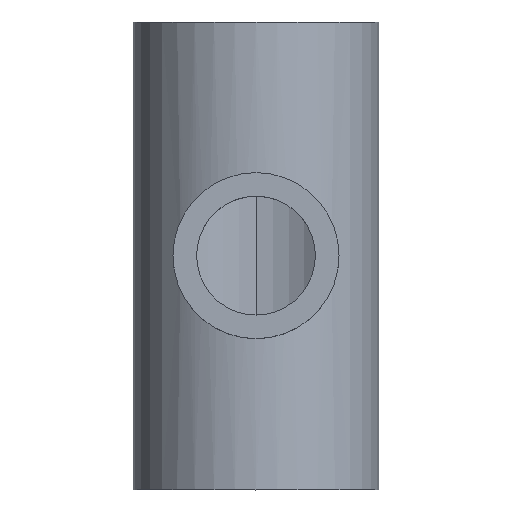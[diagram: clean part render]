
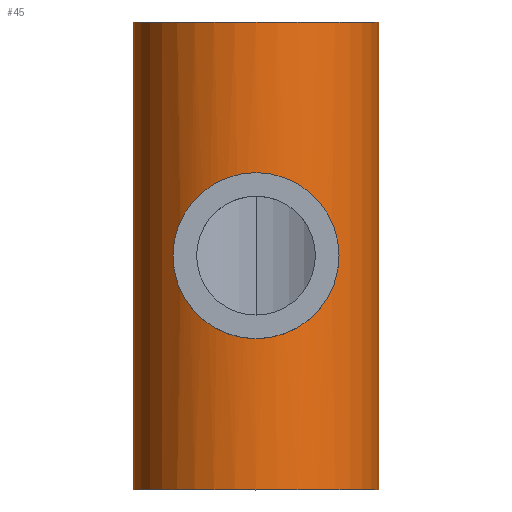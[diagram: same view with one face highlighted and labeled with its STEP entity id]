
A CAD part, top view. The second image highlights one B-rep face of the part: STEP entity #45.
In plain terms, the highlighted cylindrical face has radius 31 mm (diameter 62 mm), a partial arc.
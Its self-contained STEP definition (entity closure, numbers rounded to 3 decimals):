
#45=ADVANCED_FACE('',(#103,#104),#105,.T.);
#103=FACE_OUTER_BOUND('',#178,.T.);
#104=FACE_BOUND('',#179,.T.);
#105=CYLINDRICAL_SURFACE('',#180,31.0);
#178=EDGE_LOOP('',(#247,#248,#249,#250));
#179=EDGE_LOOP('',(#251,#252));
#180=AXIS2_PLACEMENT_3D('',#253,#254,#255);
#247=ORIENTED_EDGE('',*,*,#418,.F.);
#248=ORIENTED_EDGE('',*,*,#419,.F.);
#249=ORIENTED_EDGE('',*,*,#420,.F.);
#250=ORIENTED_EDGE('',*,*,#421,.F.);
#251=ORIENTED_EDGE('',*,*,#422,.T.);
#252=ORIENTED_EDGE('',*,*,#423,.T.);
#253=CARTESIAN_POINT('',(0.0,0.0,0.0));
#254=DIRECTION('',(0.0,-1.0,0.0));
#255=DIRECTION('',(1.0,0.0,0.0));
#418=EDGE_CURVE('',#484,#485,#486,.T.);
#419=EDGE_CURVE('',#487,#484,#488,.T.);
#420=EDGE_CURVE('',#489,#487,#490,.T.);
#421=EDGE_CURVE('',#485,#489,#491,.T.);
#422=EDGE_CURVE('',#492,#493,#494,.T.);
#423=EDGE_CURVE('',#493,#492,#495,.T.);
#484=VERTEX_POINT('',#580);
#485=VERTEX_POINT('',#581);
#486=LINE('',#582,#583);
#487=VERTEX_POINT('',#584);
#488=CIRCLE('',#585,31.0);
#489=VERTEX_POINT('',#586);
#490=LINE('',#587,#588);
#491=CIRCLE('',#589,31.0);
#492=VERTEX_POINT('',#590);
#493=VERTEX_POINT('',#591);
#494=B_SPLINE_CURVE_WITH_KNOTS('',3,(#592,#593,#594,#595,#596,#597,#598,#599,#600,#601,#602,#603,#604,#605,#606,#607,#608,#609,#610,#611,#612,#613,#614,#615,#616,#617,#618,#619,#620,#621,#622,#623,#624,#625,#626,#627,#628,#629,#630,#631,#632,#633,#634,#635,#636,#637,#638,#639,#640,#641),.UNSPECIFIED.,.F.,.F.,(4,2,2,2,2,2,2,2,2,2,2,2,2,2,2,2,2,2,2,2,2,2,2,2,4),(0.0,1.856,3.711,5.567,7.423,11.134,14.845,18.53,22.215,24.057,25.899,27.742,29.584,31.427,33.269,35.111,36.954,40.638,44.323,48.034,51.746,53.601,55.457,57.313,59.168),.UNSPECIFIED.);
#495=B_SPLINE_CURVE_WITH_KNOTS('',3,(#642,#643,#644,#645,#646,#647,#648,#649,#650,#651,#652,#653,#654,#655,#656,#657,#658,#659,#660,#661,#662,#663,#664,#665,#666,#667,#668,#669,#670,#671,#672,#673,#674,#675,#676,#677,#678,#679,#680,#681,#682,#683,#684,#685,#686,#687,#688,#689,#690,#691),.UNSPECIFIED.,.F.,.F.,(4,2,2,2,2,2,2,2,2,2,2,2,2,2,2,2,2,2,2,2,2,2,2,2,4),(59.168,61.024,62.88,64.735,66.591,70.302,74.014,77.698,81.383,83.225,85.068,86.91,88.753,90.595,92.437,94.28,96.122,99.807,103.491,107.203,110.914,112.77,114.625,116.481,118.337),.UNSPECIFIED.);
#580=CARTESIAN_POINT('',(31.0,59.0,0.0));
#581=CARTESIAN_POINT('',(31.0,-59.0,0.0));
#582=CARTESIAN_POINT('',(31.0,0.0,0.));
#583=VECTOR('',#864,1.0);
#584=CARTESIAN_POINT('',(-31.0,59.0,0.));
#585=AXIS2_PLACEMENT_3D('',#865,#866,#867);
#586=CARTESIAN_POINT('',(-31.0,-59.0,0.));
#587=CARTESIAN_POINT('',(-31.0,0.0,0.));
#588=VECTOR('',#868,1.0);
#589=AXIS2_PLACEMENT_3D('',#869,#870,#871);
#590=CARTESIAN_POINT('',(19.0,0.0,24.495));
#591=CARTESIAN_POINT('',(-19.0,0.,24.495));
#592=CARTESIAN_POINT('',(19.0,0.0,24.495));
#593=CARTESIAN_POINT('',(19.0,-0.619,24.495));
#594=CARTESIAN_POINT('',(18.97,-1.243,24.519));
#595=CARTESIAN_POINT('',(18.846,-2.494,24.614));
#596=CARTESIAN_POINT('',(18.753,-3.12,24.685));
#597=CARTESIAN_POINT('',(18.503,-4.362,24.873));
#598=CARTESIAN_POINT('',(18.347,-4.977,24.989));
#599=CARTESIAN_POINT('',(17.975,-6.189,25.258));
#600=CARTESIAN_POINT('',(17.759,-6.784,25.411));
#601=CARTESIAN_POINT('',(17.026,-8.527,25.913));
#602=CARTESIAN_POINT('',(16.423,-9.633,26.304));
#603=CARTESIAN_POINT('',(15.042,-11.672,27.118));
#604=CARTESIAN_POINT('',(14.263,-12.607,27.539));
#605=CARTESIAN_POINT('',(12.613,-14.257,28.333));
#606=CARTESIAN_POINT('',(11.681,-15.035,28.735));
#607=CARTESIAN_POINT('',(9.641,-16.419,29.483));
#608=CARTESIAN_POINT('',(8.532,-17.024,29.827));
#609=CARTESIAN_POINT('',(6.782,-17.76,30.255));
#610=CARTESIAN_POINT('',(6.184,-17.977,30.383));
#611=CARTESIAN_POINT('',(4.969,-18.35,30.605));
#612=CARTESIAN_POINT('',(4.352,-18.506,30.699));
#613=CARTESIAN_POINT('',(3.109,-18.755,30.85));
#614=CARTESIAN_POINT('',(2.484,-18.847,30.907));
#615=CARTESIAN_POINT('',(1.236,-18.97,30.982));
#616=CARTESIAN_POINT('',(0.614,-19.0,31.0));
#617=CARTESIAN_POINT('',(-0.614,-19.0,31.0));
#618=CARTESIAN_POINT('',(-1.236,-18.97,30.982));
#619=CARTESIAN_POINT('',(-2.484,-18.847,30.907));
#620=CARTESIAN_POINT('',(-3.109,-18.755,30.85));
#621=CARTESIAN_POINT('',(-4.352,-18.506,30.699));
#622=CARTESIAN_POINT('',(-4.969,-18.35,30.605));
#623=CARTESIAN_POINT('',(-6.184,-17.977,30.383));
#624=CARTESIAN_POINT('',(-6.782,-17.76,30.255));
#625=CARTESIAN_POINT('',(-8.532,-17.024,29.827));
#626=CARTESIAN_POINT('',(-9.641,-16.419,29.483));
#627=CARTESIAN_POINT('',(-11.681,-15.035,28.735));
#628=CARTESIAN_POINT('',(-12.613,-14.257,28.333));
#629=CARTESIAN_POINT('',(-14.263,-12.607,27.539));
#630=CARTESIAN_POINT('',(-15.042,-11.672,27.118));
#631=CARTESIAN_POINT('',(-16.423,-9.633,26.304));
#632=CARTESIAN_POINT('',(-17.026,-8.527,25.913));
#633=CARTESIAN_POINT('',(-17.759,-6.784,25.411));
#634=CARTESIAN_POINT('',(-17.975,-6.189,25.258));
#635=CARTESIAN_POINT('',(-18.347,-4.977,24.989));
#636=CARTESIAN_POINT('',(-18.503,-4.362,24.873));
#637=CARTESIAN_POINT('',(-18.753,-3.12,24.685));
#638=CARTESIAN_POINT('',(-18.846,-2.494,24.614));
#639=CARTESIAN_POINT('',(-18.97,-1.243,24.519));
#640=CARTESIAN_POINT('',(-19.0,-0.619,24.495));
#641=CARTESIAN_POINT('',(-19.0,0.,24.495));
#642=CARTESIAN_POINT('',(-19.0,0.,24.495));
#643=CARTESIAN_POINT('',(-19.0,0.619,24.495));
#644=CARTESIAN_POINT('',(-18.97,1.243,24.519));
#645=CARTESIAN_POINT('',(-18.846,2.494,24.614));
#646=CARTESIAN_POINT('',(-18.753,3.12,24.685));
#647=CARTESIAN_POINT('',(-18.503,4.362,24.873));
#648=CARTESIAN_POINT('',(-18.347,4.977,24.989));
#649=CARTESIAN_POINT('',(-17.975,6.189,25.258));
#650=CARTESIAN_POINT('',(-17.759,6.784,25.411));
#651=CARTESIAN_POINT('',(-17.026,8.527,25.913));
#652=CARTESIAN_POINT('',(-16.423,9.633,26.304));
#653=CARTESIAN_POINT('',(-15.042,11.672,27.118));
#654=CARTESIAN_POINT('',(-14.263,12.607,27.539));
#655=CARTESIAN_POINT('',(-12.613,14.257,28.333));
#656=CARTESIAN_POINT('',(-11.681,15.035,28.735));
#657=CARTESIAN_POINT('',(-9.641,16.419,29.483));
#658=CARTESIAN_POINT('',(-8.532,17.024,29.827));
#659=CARTESIAN_POINT('',(-6.782,17.76,30.255));
#660=CARTESIAN_POINT('',(-6.184,17.977,30.383));
#661=CARTESIAN_POINT('',(-4.969,18.35,30.605));
#662=CARTESIAN_POINT('',(-4.352,18.506,30.699));
#663=CARTESIAN_POINT('',(-3.109,18.755,30.85));
#664=CARTESIAN_POINT('',(-2.484,18.847,30.907));
#665=CARTESIAN_POINT('',(-1.236,18.97,30.982));
#666=CARTESIAN_POINT('',(-0.614,19.0,31.0));
#667=CARTESIAN_POINT('',(0.614,19.0,31.0));
#668=CARTESIAN_POINT('',(1.236,18.97,30.982));
#669=CARTESIAN_POINT('',(2.484,18.847,30.907));
#670=CARTESIAN_POINT('',(3.109,18.755,30.85));
#671=CARTESIAN_POINT('',(4.352,18.506,30.699));
#672=CARTESIAN_POINT('',(4.969,18.35,30.605));
#673=CARTESIAN_POINT('',(6.184,17.977,30.383));
#674=CARTESIAN_POINT('',(6.782,17.76,30.255));
#675=CARTESIAN_POINT('',(8.532,17.024,29.827));
#676=CARTESIAN_POINT('',(9.641,16.419,29.483));
#677=CARTESIAN_POINT('',(11.681,15.035,28.735));
#678=CARTESIAN_POINT('',(12.613,14.257,28.333));
#679=CARTESIAN_POINT('',(14.263,12.607,27.539));
#680=CARTESIAN_POINT('',(15.042,11.672,27.118));
#681=CARTESIAN_POINT('',(16.423,9.633,26.304));
#682=CARTESIAN_POINT('',(17.026,8.527,25.913));
#683=CARTESIAN_POINT('',(17.759,6.784,25.411));
#684=CARTESIAN_POINT('',(17.975,6.189,25.258));
#685=CARTESIAN_POINT('',(18.347,4.977,24.989));
#686=CARTESIAN_POINT('',(18.503,4.362,24.873));
#687=CARTESIAN_POINT('',(18.753,3.12,24.685));
#688=CARTESIAN_POINT('',(18.846,2.494,24.614));
#689=CARTESIAN_POINT('',(18.97,1.243,24.519));
#690=CARTESIAN_POINT('',(19.0,0.619,24.495));
#691=CARTESIAN_POINT('',(19.0,0.0,24.495));
#864=DIRECTION('',(0.0,-1.0,0.0));
#865=CARTESIAN_POINT('',(0.0,59.0,0.0));
#866=DIRECTION('',(-0.0,1.0,0.0));
#867=DIRECTION('',(1.0,0.0,0.0));
#868=DIRECTION('',(-0.0,1.0,-0.0));
#869=CARTESIAN_POINT('',(0.0,-59.0,0.0));
#870=DIRECTION('',(0.0,-1.0,0.0));
#871=DIRECTION('',(1.0,0.0,0.0));
